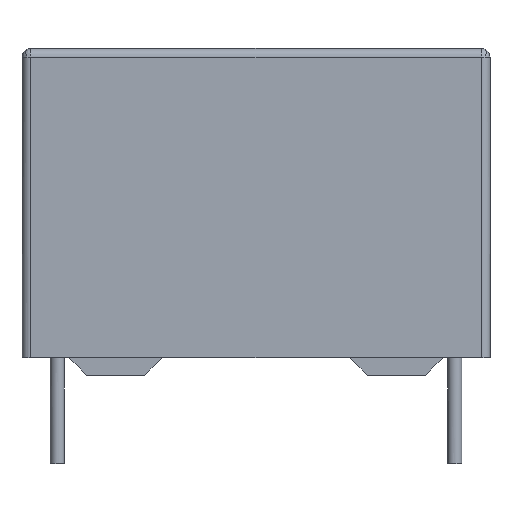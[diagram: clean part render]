
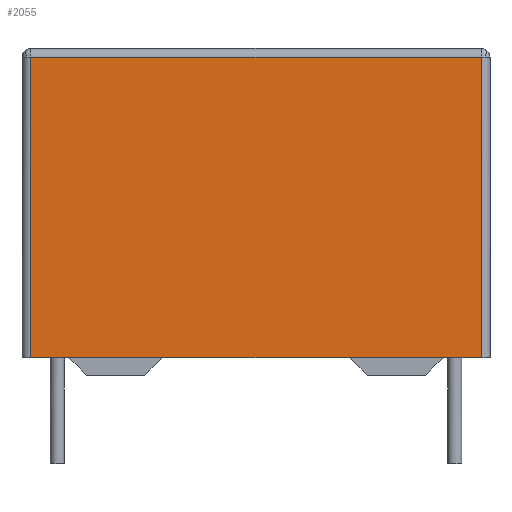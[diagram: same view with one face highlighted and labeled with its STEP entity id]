
A CAD part, front view. The second image highlights one B-rep face of the part: STEP entity #2055.
In plain terms, the highlighted planar face has unit normal (0, -1, 0).
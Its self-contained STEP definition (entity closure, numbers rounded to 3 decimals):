
#157 = EDGE_CURVE ( 'NONE', #2581, #302, #894, .T. ) ;
#175 = EDGE_CURVE ( 'NONE', #302, #1162, #681, .T. ) ;
#191 = EDGE_CURVE ( 'NONE', #1681, #2581, #1326, .T. ) ;
#257 = CARTESIAN_POINT ( 'NONE',  ( 12.75, -5., 0. ) ) ;
#286 = EDGE_CURVE ( 'NONE', #1162, #1681, #2050, .T. ) ;
#302 = VERTEX_POINT ( 'NONE', #1171 ) ;
#333 = ORIENTED_EDGE ( 'NONE', *, *, #191, .T. ) ;
#450 = VECTOR ( 'NONE', #1762, 1000. ) ;
#457 = PLANE ( 'NONE',  #2039 ) ;
#475 = CARTESIAN_POINT ( 'NONE',  ( -12.75, -5., 18. ) ) ;
#484 = FACE_OUTER_BOUND ( 'NONE', #558, .T. ) ;
#497 = CARTESIAN_POINT ( 'NONE',  ( -12.75, -5., 0. ) ) ;
#558 = EDGE_LOOP ( 'NONE', ( #1847, #1602, #333, #1688 ) ) ;
#642 = DIRECTION ( 'NONE',  ( -1., 0., 0. ) ) ;
#681 = LINE ( 'NONE', #1352, #1427 ) ;
#690 = VECTOR ( 'NONE', #1190, 1000. ) ;
#894 = LINE ( 'NONE', #257, #2742 ) ;
#1162 = VERTEX_POINT ( 'NONE', #475 ) ;
#1171 = CARTESIAN_POINT ( 'NONE',  ( 12.75, -5., 18. ) ) ;
#1190 = DIRECTION ( 'NONE',  ( 0., 0., -1. ) ) ;
#1303 = CARTESIAN_POINT ( 'NONE',  ( 0., -5., 1. ) ) ;
#1326 = LINE ( 'NONE', #1303, #450 ) ;
#1342 = CARTESIAN_POINT ( 'NONE',  ( -13.25, -5., 0. ) ) ;
#1352 = CARTESIAN_POINT ( 'NONE',  ( -13.25, -5., 18. ) ) ;
#1427 = VECTOR ( 'NONE', #642, 1000. ) ;
#1544 = DIRECTION ( 'NONE',  ( 0., -1., 0. ) ) ;
#1602 = ORIENTED_EDGE ( 'NONE', *, *, #286, .T. ) ;
#1681 = VERTEX_POINT ( 'NONE', #1912 ) ;
#1688 = ORIENTED_EDGE ( 'NONE', *, *, #157, .T. ) ;
#1762 = DIRECTION ( 'NONE',  ( 1., 0., 0. ) ) ;
#1785 = CARTESIAN_POINT ( 'NONE',  ( 12.75, -5., 1. ) ) ;
#1804 = DIRECTION ( 'NONE',  ( 0., 0., -1. ) ) ;
#1847 = ORIENTED_EDGE ( 'NONE', *, *, #175, .T. ) ;
#1912 = CARTESIAN_POINT ( 'NONE',  ( -12.75, -5., 1. ) ) ;
#2039 = AXIS2_PLACEMENT_3D ( 'NONE', #1342, #1544, #1804 ) ;
#2050 = LINE ( 'NONE', #497, #690 ) ;
#2055 = ADVANCED_FACE ( 'NONE', ( #484 ), #457, .T. ) ;
#2237 = DIRECTION ( 'NONE',  ( 0., 0., 1. ) ) ;
#2581 = VERTEX_POINT ( 'NONE', #1785 ) ;
#2742 = VECTOR ( 'NONE', #2237, 1000. ) ;
